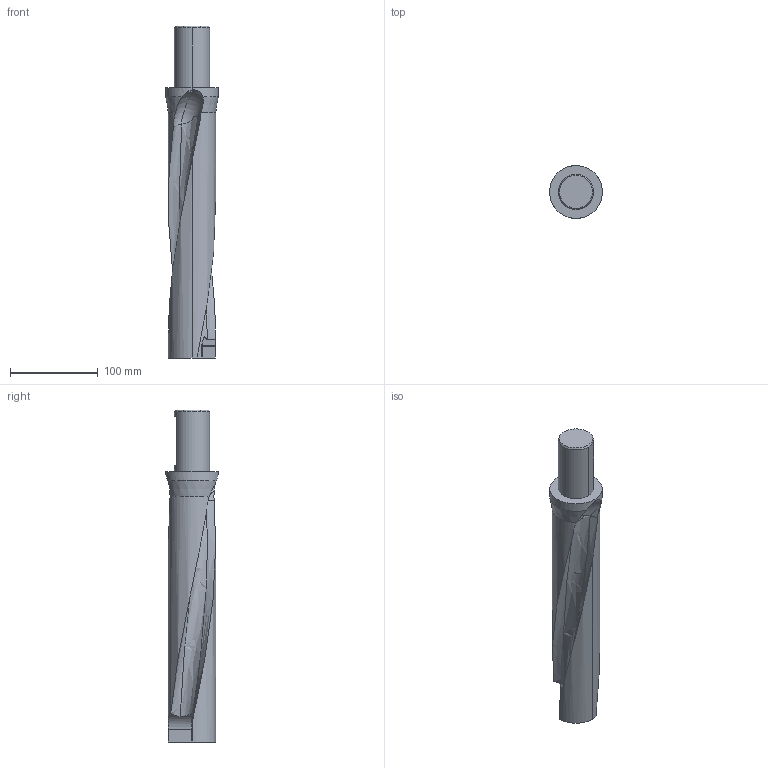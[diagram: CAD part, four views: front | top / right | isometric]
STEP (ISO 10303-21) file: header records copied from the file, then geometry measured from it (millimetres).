
FILE_DESCRIPTION(('no description'),'unknown implementation level');
FILE_NAME('solidDnbkM6_4WeEXnKNlIxC5rw8r4MI_1.STP',' ',('CIM GmbH Aachen'),('CADClick - KiM GmbH - www.kimweb.de'),'unknown preprocess','ACIS','unknown authorization');
FILE_SCHEMA(('automotive_design'));
Length unit declared in the file: millimetre
Products named in the file (1): 1
Bounding box: 60 x 60 x 377.57 mm (x, y, z)
Volume: 552415.2 mm3; surface area: 73421.5 mm2
Topology: 1 solids, 1 shells, 71 faces, 194 edges, 127 vertices
Faces by surface type: plane 28, cylinder 23, cone 6, revolution 6, bspline 6, torus 2
Entity records: 6779 total; most frequent: CARTESIAN_POINT 2865, STYLED_ITEM 393, PRESENTATION_STYLE_ASSIGNMENT 393, COLOUR_RGB 393, ORIENTED_EDGE 388, DIRECTION 320, EDGE_CURVE 194, CURVE_STYLE 194
